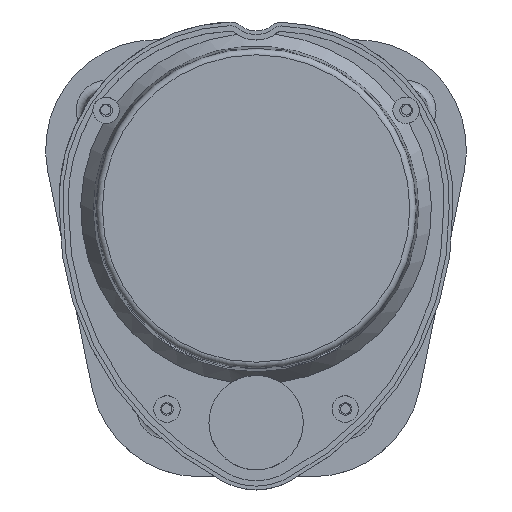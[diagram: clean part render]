
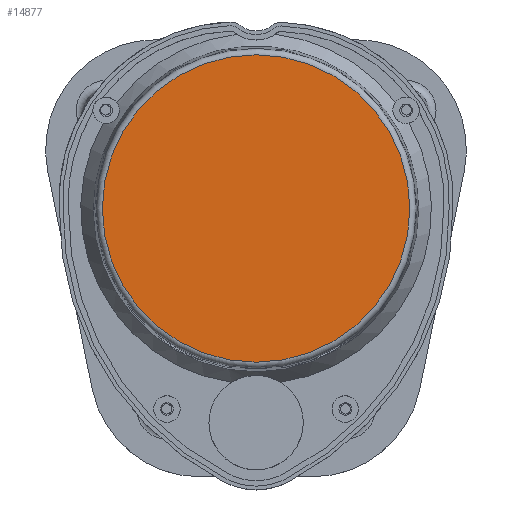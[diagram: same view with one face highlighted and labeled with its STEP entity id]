
A CAD part, top view. The second image highlights one B-rep face of the part: STEP entity #14877.
In plain terms, the highlighted planar face has unit normal (0, 0, 1).
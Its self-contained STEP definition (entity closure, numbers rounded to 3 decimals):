
#798=PLANE('',#24769);
#4563=VERTEX_POINT('',#20376);
#5990=CIRCLE('',#24770,37.801);
#6504=EDGE_CURVE('',#4563,#4563,#5990,.T.);
#8693=ORIENTED_EDGE('',*,*,#6504,.T.);
#12812=EDGE_LOOP('',(#8693));
#13851=FACE_BOUND('',#12812,.T.);
#14877=ADVANCED_FACE('',(#13851),#798,.T.);
#16190=DIRECTION('',(0.,0.,1.));
#16191=DIRECTION('',(0.,0.,1.));
#16192=DIRECTION('',(37.801,0.,0.));
#20374=CARTESIAN_POINT('',(200.,69.12,29.));
#20375=CARTESIAN_POINT('',(200.,69.12,29.));
#20376=CARTESIAN_POINT('',(237.801,69.12,29.));
#24769=AXIS2_PLACEMENT_3D('',#20374,#16190,$);
#24770=AXIS2_PLACEMENT_3D('',#20375,#16191,#16192);
